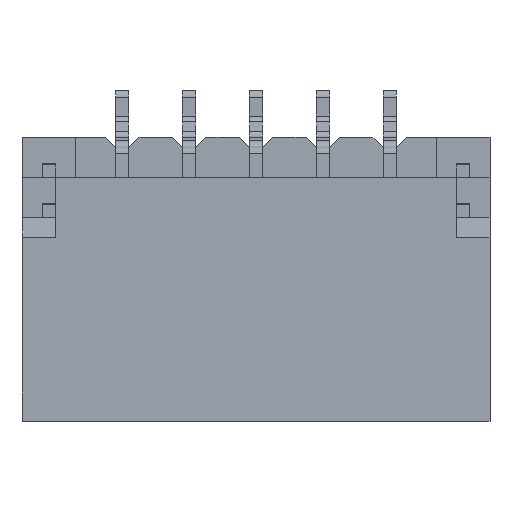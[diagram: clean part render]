
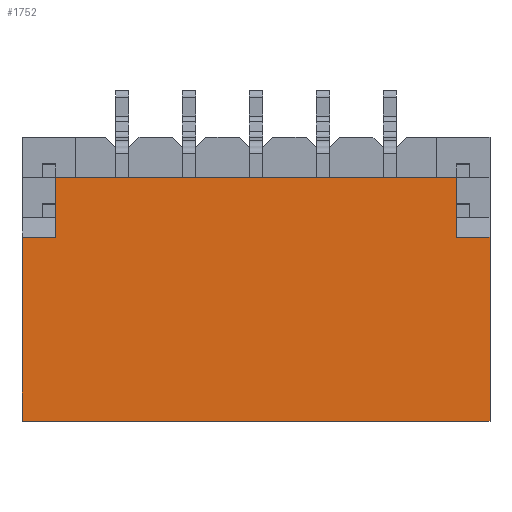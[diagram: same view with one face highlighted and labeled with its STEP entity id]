
A CAD part, top view. The second image highlights one B-rep face of the part: STEP entity #1752.
In plain terms, the highlighted planar face has unit normal (0, 0, 1).
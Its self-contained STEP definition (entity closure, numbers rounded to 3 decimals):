
#1752=ADVANCED_FACE('',(#4173),#4175,.T.);
#4173=FACE_BOUND('',#4174,.T.);
#4174=EDGE_LOOP('',(#6151,#6152,#6153,#6154,#6155,#6156,#6157,#6158));
#4175=PLANE('',#4176);
#4176=AXIS2_PLACEMENT_3D('',#4177,#4178,#4179);
#4177=CARTESIAN_POINT('',(-0.5,-4.25,2.9));
#4178=DIRECTION('',(0.,0.,1.));
#4179=DIRECTION('',(1.,0.,0.));
#6151=ORIENTED_EDGE('',*,*,#7459,.T.);
#6152=ORIENTED_EDGE('',*,*,#7460,.T.);
#6153=ORIENTED_EDGE('',*,*,#7461,.T.);
#6154=ORIENTED_EDGE('',*,*,#7462,.T.);
#6155=ORIENTED_EDGE('',*,*,#7463,.T.);
#6156=ORIENTED_EDGE('',*,*,#7464,.F.);
#6157=ORIENTED_EDGE('',*,*,#7367,.T.);
#6158=ORIENTED_EDGE('',*,*,#7453,.T.);
#7367=EDGE_CURVE('',#8588,#8586,#8589,.T.);
#7453=EDGE_CURVE('',#8586,#8750,#8752,.T.);
#7459=EDGE_CURVE('',#8750,#8761,#8762,.T.);
#7460=EDGE_CURVE('',#8761,#8763,#8764,.T.);
#7461=EDGE_CURVE('',#8763,#8765,#8766,.T.);
#7462=EDGE_CURVE('',#8765,#8767,#8768,.F.);
#7463=EDGE_CURVE('',#8767,#8769,#8770,.F.);
#7464=EDGE_CURVE('',#8588,#8769,#8771,.T.);
#8586=VERTEX_POINT('',#11130);
#8588=VERTEX_POINT('',#11134);
#8589=LINE('',#11135,#11136);
#8750=VERTEX_POINT('',#11466);
#8752=LINE('',#11470,#11471);
#8761=VERTEX_POINT('',#11491);
#8762=LINE('',#11492,#11493);
#8763=VERTEX_POINT('',#11495);
#8764=LINE('',#11496,#11497);
#8765=VERTEX_POINT('',#11499);
#8766=LINE('',#11500,#11501);
#8767=VERTEX_POINT('',#11503);
#8768=LINE('',#11504,#11505);
#8769=VERTEX_POINT('',#11507);
#8770=LINE('',#11508,#11509);
#8771=LINE('',#11511,#11512);
#11130=CARTESIAN_POINT('',(5.5,-4.25,2.9));
#11134=CARTESIAN_POINT('',(-1.5,-4.25,2.9));
#11135=CARTESIAN_POINT('',(-1.5,-4.25,2.9));
#11136=VECTOR('',#11137,1.);
#11137=DIRECTION('',(1.,0.,0.));
#11466=CARTESIAN_POINT('',(5.5,-1.5,2.9));
#11470=CARTESIAN_POINT('',(5.5,-4.25,2.9));
#11471=VECTOR('',#11472,1.);
#11472=DIRECTION('',(0.,1.,0.));
#11491=CARTESIAN_POINT('',(5.,-1.5,2.9));
#11492=CARTESIAN_POINT('',(5.5,-1.5,2.9));
#11493=VECTOR('',#11494,1.);
#11494=DIRECTION('',(-1.,0.,0.));
#11495=CARTESIAN_POINT('',(5.,-0.6,2.9));
#11496=CARTESIAN_POINT('',(5.,-1.5,2.9));
#11497=VECTOR('',#11498,1.);
#11498=DIRECTION('',(0.,1.,0.));
#11499=CARTESIAN_POINT('',(-1.,-0.6,2.9));
#11500=CARTESIAN_POINT('',(5.,-0.6,2.9));
#11501=VECTOR('',#11502,1.);
#11502=DIRECTION('',(-1.,0.,0.));
#11503=CARTESIAN_POINT('',(-1.,-1.5,2.9));
#11504=CARTESIAN_POINT('',(-1.,-1.5,2.9));
#11505=VECTOR('',#11506,1.);
#11506=DIRECTION('',(0.,1.,0.));
#11507=CARTESIAN_POINT('',(-1.5,-1.5,2.9));
#11508=CARTESIAN_POINT('',(-1.5,-1.5,2.9));
#11509=VECTOR('',#11510,1.);
#11510=DIRECTION('',(1.,0.,0.));
#11511=CARTESIAN_POINT('',(-1.5,-4.25,2.9));
#11512=VECTOR('',#11513,1.);
#11513=DIRECTION('',(0.,1.,0.));
